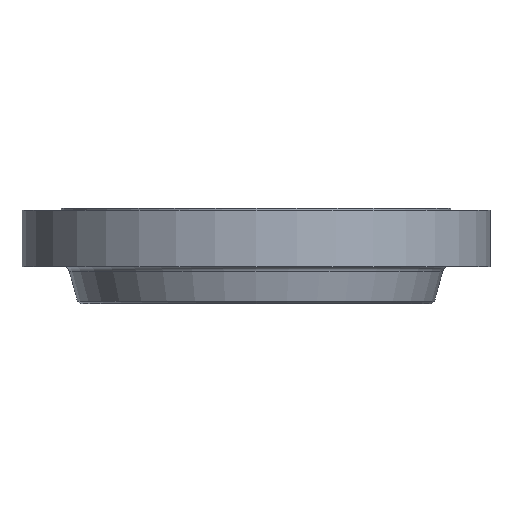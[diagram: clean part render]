
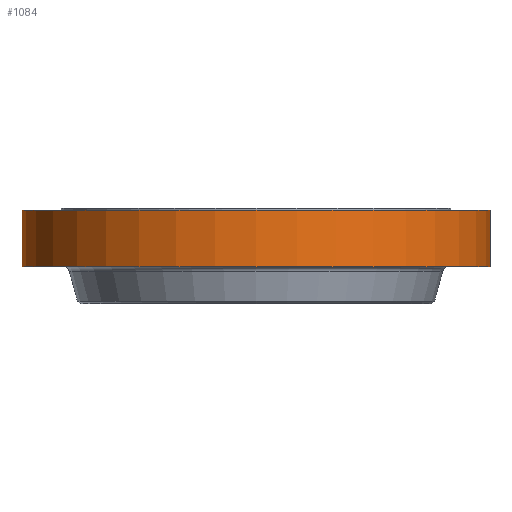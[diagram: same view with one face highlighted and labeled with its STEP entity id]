
A CAD part, front view. The second image highlights one B-rep face of the part: STEP entity #1084.
In plain terms, the highlighted cylindrical face has radius 701.675 mm (diameter 1403.35 mm), a partial arc.
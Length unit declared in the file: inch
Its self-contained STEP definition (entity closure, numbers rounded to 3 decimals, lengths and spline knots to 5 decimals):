
#48 = DIRECTION ( 'NONE',  ( 0., 0., 1. ) ) ;
#57 = CIRCLE ( 'NONE', #983, 27.625 ) ;
#109 = FACE_OUTER_BOUND ( 'NONE', #2073, .T. ) ;
#160 = DIRECTION ( 'NONE',  ( 1., 0., 0. ) ) ;
#196 = VERTEX_POINT ( 'NONE', #1558 ) ;
#208 = VERTEX_POINT ( 'NONE', #826 ) ;
#344 = DIRECTION ( 'NONE',  ( 0., 0., 1. ) ) ;
#370 = LINE ( 'NONE', #1950, #1804 ) ;
#508 = VECTOR ( 'NONE', #691, 39.37008 ) ;
#691 = DIRECTION ( 'NONE',  ( 0., 0., 1. ) ) ;
#703 = CARTESIAN_POINT ( 'NONE',  ( 27.625, 0., 0. ) ) ;
#826 = CARTESIAN_POINT ( 'NONE',  ( -27.625, 0., -0.25 ) ) ;
#925 = CYLINDRICAL_SURFACE ( 'NONE', #2186, 27.625 ) ;
#983 = AXIS2_PLACEMENT_3D ( 'NONE', #2126, #1918, #2341 ) ;
#1084 = ADVANCED_FACE ( 'NONE', ( #109 ), #925, .T. ) ;
#1093 = VERTEX_POINT ( 'NONE', #2312 ) ;
#1346 = CIRCLE ( 'NONE', #1883, 27.625 ) ;
#1413 = ORIENTED_EDGE ( 'NONE', *, *, #1802, .T. ) ;
#1557 = DIRECTION ( 'NONE',  ( 1., 0., 0. ) ) ;
#1558 = CARTESIAN_POINT ( 'NONE',  ( -27.625, 0., -6.875 ) ) ;
#1622 = CARTESIAN_POINT ( 'NONE',  ( 27.625, 0., -0.25 ) ) ;
#1802 = EDGE_CURVE ( 'NONE', #196, #1093, #57, .T. ) ;
#1804 = VECTOR ( 'NONE', #2525, 39.37008 ) ;
#1822 = CARTESIAN_POINT ( 'NONE',  ( 0., 0., -0.25 ) ) ;
#1883 = AXIS2_PLACEMENT_3D ( 'NONE', #1822, #48, #1557 ) ;
#1918 = DIRECTION ( 'NONE',  ( 0., 0., 1. ) ) ;
#1936 = CARTESIAN_POINT ( 'NONE',  ( 0., 0., 0. ) ) ;
#1950 = CARTESIAN_POINT ( 'NONE',  ( -27.625, 0., 0. ) ) ;
#1982 = VERTEX_POINT ( 'NONE', #1622 ) ;
#2016 = EDGE_CURVE ( 'NONE', #1093, #1982, #2541, .T. ) ;
#2073 = EDGE_LOOP ( 'NONE', ( #2433, #1413, #2282, #2453 ) ) ;
#2126 = CARTESIAN_POINT ( 'NONE',  ( 0., 0., -6.875 ) ) ;
#2130 = EDGE_CURVE ( 'NONE', #208, #1982, #1346, .T. ) ;
#2186 = AXIS2_PLACEMENT_3D ( 'NONE', #1936, #344, #160 ) ;
#2282 = ORIENTED_EDGE ( 'NONE', *, *, #2016, .T. ) ;
#2312 = CARTESIAN_POINT ( 'NONE',  ( 27.625, 0., -6.875 ) ) ;
#2341 = DIRECTION ( 'NONE',  ( 1., 0., 0. ) ) ;
#2375 = EDGE_CURVE ( 'NONE', #196, #208, #370, .T. ) ;
#2433 = ORIENTED_EDGE ( 'NONE', *, *, #2375, .F. ) ;
#2453 = ORIENTED_EDGE ( 'NONE', *, *, #2130, .F. ) ;
#2525 = DIRECTION ( 'NONE',  ( 0., 0., 1. ) ) ;
#2541 = LINE ( 'NONE', #703, #508 ) ;
